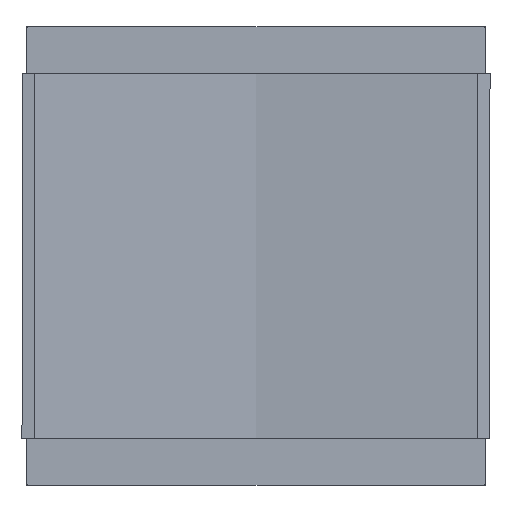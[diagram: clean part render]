
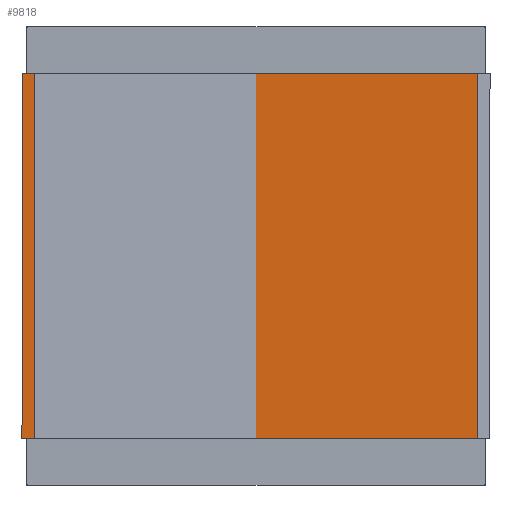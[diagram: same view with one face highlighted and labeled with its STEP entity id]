
A CAD part, top view. The second image highlights one B-rep face of the part: STEP entity #9818.
In plain terms, the highlighted planar face has unit normal (-0.079, 0, 0.997).
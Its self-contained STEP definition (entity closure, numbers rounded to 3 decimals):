
#7387=PLANE('',#101688);
#9818=ADVANCED_FACE('',(#16047),#7387,.T.);
#16047=FACE_OUTER_BOUND('',#21488,.T.);
#21488=EDGE_LOOP('',(#31453,#31454,#31455,#31456,#31457,#31458,#31459,#31460));
#27696=CIRCLE('',#101683,404.606);
#27697=CIRCLE('',#101685,404.606);
#27698=CIRCLE('',#101686,404.606);
#27699=CIRCLE('',#101687,404.606);
#31453=ORIENTED_EDGE('',*,*,#70607,.F.);
#31454=ORIENTED_EDGE('',*,*,#70608,.T.);
#31455=ORIENTED_EDGE('',*,*,#70609,.T.);
#31456=ORIENTED_EDGE('',*,*,#70610,.T.);
#31457=ORIENTED_EDGE('',*,*,#70611,.T.);
#31458=ORIENTED_EDGE('',*,*,#70612,.T.);
#31459=ORIENTED_EDGE('',*,*,#70613,.F.);
#31460=ORIENTED_EDGE('',*,*,#70606,.T.);
#61100=VERTEX_POINT('',#135345);
#61102=VERTEX_POINT('',#135348);
#61103=VERTEX_POINT('',#135352);
#61104=VERTEX_POINT('',#135354);
#61105=VERTEX_POINT('',#135356);
#61106=VERTEX_POINT('',#135358);
#61107=VERTEX_POINT('',#135360);
#61108=VERTEX_POINT('',#135362);
#70606=EDGE_CURVE('',#61100,#61102,#27696,.T.);
#70607=EDGE_CURVE('',#61103,#61102,#85431,.T.);
#70608=EDGE_CURVE('',#61103,#61104,#27697,.T.);
#70609=EDGE_CURVE('',#61104,#61105,#85432,.T.);
#70610=EDGE_CURVE('',#61105,#61106,#27698,.T.);
#70611=EDGE_CURVE('',#61106,#61107,#85433,.T.);
#70612=EDGE_CURVE('',#61107,#61108,#27699,.T.);
#70613=EDGE_CURVE('',#61100,#61108,#85434,.T.);
#85431=LINE('',#135351,#93333);
#85432=LINE('',#135355,#93334);
#85433=LINE('',#135359,#93335);
#85434=LINE('',#135363,#93336);
#93333=VECTOR('',#110128,1.);
#93334=VECTOR('',#110131,1.);
#93335=VECTOR('',#110134,1.);
#93336=VECTOR('',#110137,1.);
#101683=AXIS2_PLACEMENT_3D('',#135349,#110124,#110125);
#101685=AXIS2_PLACEMENT_3D('',#135353,#110129,#110130);
#101686=AXIS2_PLACEMENT_3D('',#135357,#110132,#110133);
#101687=AXIS2_PLACEMENT_3D('',#135361,#110135,#110136);
#101688=AXIS2_PLACEMENT_3D('',#135364,#110138,#110139);
#110124=DIRECTION('',(-0.078,0.,0.997));
#110125=DIRECTION('',(0.997,0.,0.078));
#110128=DIRECTION('',(0.,1.,0.));
#110129=DIRECTION('',(-0.078,0.,0.997));
#110130=DIRECTION('',(0.997,0.,0.078));
#110131=DIRECTION('',(0.997,0.,0.078));
#110132=DIRECTION('',(-0.078,0.,0.997));
#110133=DIRECTION('',(0.997,0.,0.078));
#110134=DIRECTION('',(0.,1.,0.));
#110135=DIRECTION('',(-0.078,0.,0.997));
#110136=DIRECTION('',(0.997,0.,0.078));
#110137=DIRECTION('',(0.997,0.,0.078));
#110138=DIRECTION('',(-0.078,0.,0.997));
#110139=DIRECTION('',(0.997,0.,0.078));
#135345=CARTESIAN_POINT('',(-323.398,252.785,667.265));
#135348=CARTESIAN_POINT('',(-323.461,252.706,667.26));
#135349=CARTESIAN_POINT('',(-8.451,0.,692.052));
#135351=CARTESIAN_POINT('',(-323.461,0.,667.26));
#135352=CARTESIAN_POINT('',(-323.461,-252.706,667.26));
#135353=CARTESIAN_POINT('',(-8.451,0.,692.052));
#135354=CARTESIAN_POINT('',(-323.398,-252.785,667.265));
#135355=CARTESIAN_POINT('',(-8.451,-252.785,692.052));
#135356=CARTESIAN_POINT('',(306.496,-252.785,716.838));
#135357=CARTESIAN_POINT('',(-8.451,0.,692.052));
#135358=CARTESIAN_POINT('',(306.558,-252.706,716.843));
#135359=CARTESIAN_POINT('',(306.558,0.,716.843));
#135360=CARTESIAN_POINT('',(306.558,252.706,716.843));
#135361=CARTESIAN_POINT('',(-8.451,0.,692.052));
#135362=CARTESIAN_POINT('',(306.496,252.785,716.838));
#135363=CARTESIAN_POINT('',(-8.451,252.785,692.052));
#135364=CARTESIAN_POINT('',(-8.451,0.,692.052));
